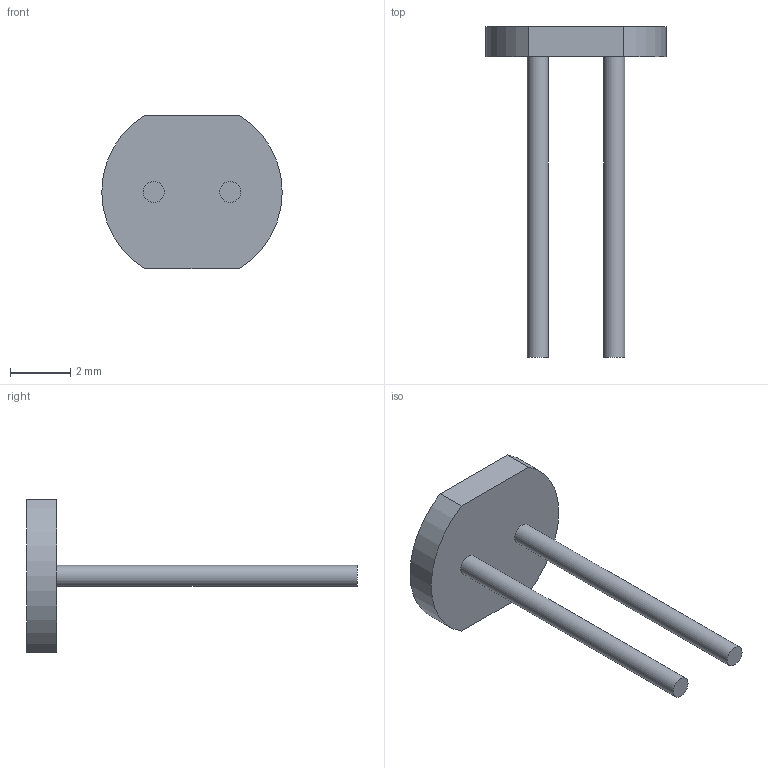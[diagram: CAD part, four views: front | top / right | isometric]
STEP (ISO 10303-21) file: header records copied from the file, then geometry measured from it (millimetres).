
FILE_DESCRIPTION(/* description */ (''),/* implementation_level */ '2;1');
FILE_NAME(/* name */ 'foto resistenza.stp',/* time_stamp */ '2016-06-21T11:42:35+02:00',/* author */ ('Alfy Work'),/* organization */ (''),/* preprocessor_version */ 'ST-DEVELOPER v16.1',/* originating_system */ 'Autodesk Inventor 2016',/* authorisation */ '');
FILE_SCHEMA (('AUTOMOTIVE_DESIGN { 1 0 10303 214 3 1 1 }'));
Length unit declared in the file: millimetre
Products named in the file (1): foto resistenza
Bounding box: 6 x 11 x 5.1 mm (x, y, z)
Volume: 34 mm3; surface area: 115.2 mm2
Topology: 1 solids, 1 shells, 10 faces, 18 edges, 12 vertices
Faces by surface type: plane 6, cylinder 4
Full cylindrical faces by diameter (mm): 0.7 x2
Entity records: 287 total; most frequent: DIRECTION 46, CARTESIAN_POINT 39, ORIENTED_EDGE 32, AXIS2_PLACEMENT_3D 19, EDGE_CURVE 16, EDGE_LOOP 14, VERTEX_POINT 12, FACE_OUTER_BOUND 10
